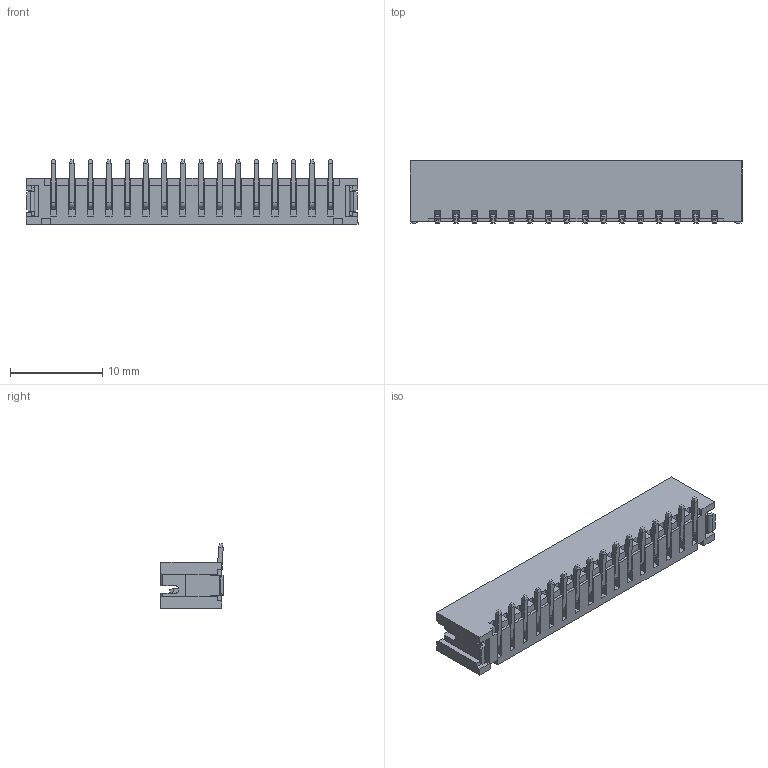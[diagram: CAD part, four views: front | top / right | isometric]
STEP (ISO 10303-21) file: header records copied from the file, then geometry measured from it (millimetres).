
FILE_DESCRIPTION (( 'STEP AP214' ), '1' );
FILE_NAME ('B16B-PH-SM4-TB.STEP', '2023-11-26T21:48:25', ( '' ), ( '' ), 'SwSTEP 2.0', 'SolidWorks 2021', '' );
FILE_SCHEMA (( 'AUTOMOTIVE_DESIGN' ));
Length unit declared in the file: millimetre
Products named in the file (4): B16B-PH-SM4-TB; BxB-PH-SM4 tab; BxB-PH-SM4 body_16; BxB-PH-SM4 pin
Assembly tree (19 placements, depth 2):
  B16B-PH-SM4-TB
    BxB-PH-SM4 body_16
    BxB-PH-SM4 tab  x2
    BxB-PH-SM4 pin  x16
Bounding box: 35.95 x 6.75 x 7 mm (x, y, z)
Volume: 513.9 mm3; surface area: 1662.7 mm2
Topology: 19 solids, 19 shells, 808 faces, 2038 edges, 1264 vertices
Faces by surface type: plane 768, cylinder 40
Entity records: 15052 total; most frequent: CARTESIAN_POINT 2676, ORIENTED_EDGE 2652, DIRECTION 2298, EDGE_CURVE 1326, VECTOR 1310, LINE 1310, VERTEX_POINT 872, AXIS2_PLACEMENT_3D 494
